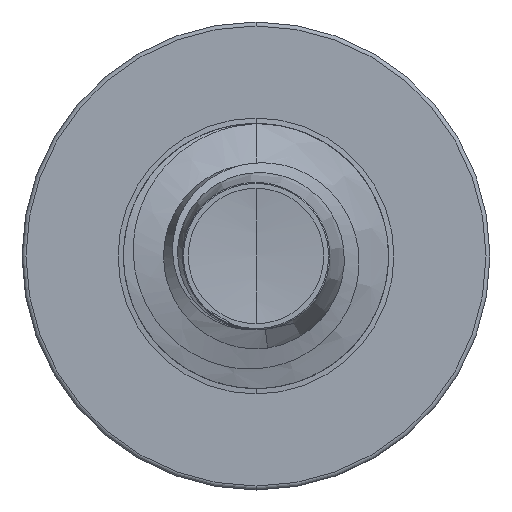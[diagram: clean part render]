
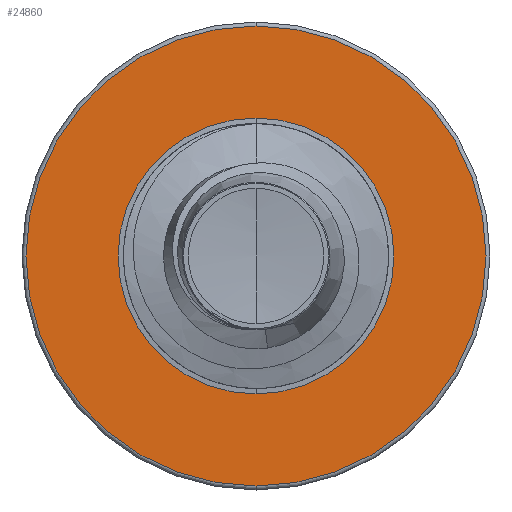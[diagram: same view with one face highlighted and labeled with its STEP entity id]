
A CAD part, front view. The second image highlights one B-rep face of the part: STEP entity #24860.
In plain terms, the highlighted planar face has unit normal (0, -1, 0).
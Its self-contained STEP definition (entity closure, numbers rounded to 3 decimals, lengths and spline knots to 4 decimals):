
#160 = CARTESIAN_POINT ( 'NONE',  ( 0., 20., -1.5624 ) ) ;
#1070 = AXIS2_PLACEMENT_3D ( 'NONE', #15718, #15651, #15618 ) ;
#2877 = CARTESIAN_POINT ( 'NONE',  ( 0., 20., 0. ) ) ;
#5171 = DIRECTION ( 'NONE',  ( 0., 0., 1. ) ) ;
#5219 = DIRECTION ( 'NONE',  ( 0., 1., 0. ) ) ;
#5258 = CARTESIAN_POINT ( 'NONE',  ( 0., 20., 0. ) ) ;
#5919 = DIRECTION ( 'NONE',  ( 0., 0., 1. ) ) ;
#6179 = PLANE ( 'NONE',  #27386 ) ;
#6306 = DIRECTION ( 'NONE',  ( 0., 1., 0. ) ) ;
#6319 = CARTESIAN_POINT ( 'NONE',  ( 0., 20., -2.605 ) ) ;
#7300 = CIRCLE ( 'NONE', #17972, 1.5624 ) ;
#9761 = EDGE_LOOP ( 'NONE', ( #12794, #24136 ) ) ;
#9982 = ORIENTED_EDGE ( 'NONE', *, *, #13798, .T. ) ;
#11364 = VERTEX_POINT ( 'NONE', #19485 ) ;
#12717 = FACE_OUTER_BOUND ( 'NONE', #9761, .T. ) ;
#12794 = ORIENTED_EDGE ( 'NONE', *, *, #16206, .F. ) ;
#13798 = EDGE_CURVE ( 'NONE', #11364, #15795, #20933, .T. ) ;
#15416 = CARTESIAN_POINT ( 'NONE',  ( 0., 20., 1.5624 ) ) ;
#15618 = DIRECTION ( 'NONE',  ( 0., 0., 1. ) ) ;
#15651 = DIRECTION ( 'NONE',  ( 0., 1., 0. ) ) ;
#15718 = CARTESIAN_POINT ( 'NONE',  ( 0., 20., 0. ) ) ;
#15795 = VERTEX_POINT ( 'NONE', #15416 ) ;
#16180 = EDGE_LOOP ( 'NONE', ( #20379, #9982 ) ) ;
#16206 = EDGE_CURVE ( 'NONE', #18941, #19787, #20645, .T. ) ;
#17972 = AXIS2_PLACEMENT_3D ( 'NONE', #2877, #20100, #5919 ) ;
#18562 = FACE_BOUND ( 'NONE', #16180, .T. ) ;
#18941 = VERTEX_POINT ( 'NONE', #23955 ) ;
#19485 = CARTESIAN_POINT ( 'NONE',  ( 0., 20., -1.5624 ) ) ;
#19787 = VERTEX_POINT ( 'NONE', #6319 ) ;
#20100 = DIRECTION ( 'NONE',  ( 0., 1., 0. ) ) ;
#20379 = ORIENTED_EDGE ( 'NONE', *, *, #24569, .T. ) ;
#20645 = CIRCLE ( 'NONE', #25955, 2.605 ) ;
#20933 = CIRCLE ( 'NONE', #24794, 1.5624 ) ;
#22049 = DIRECTION ( 'NONE',  ( 0., 0., 1. ) ) ;
#22849 = DIRECTION ( 'NONE',  ( 0., 0., 1. ) ) ;
#22865 = DIRECTION ( 'NONE',  ( 0., 1., 0. ) ) ;
#22887 = CARTESIAN_POINT ( 'NONE',  ( 0., 20., 0. ) ) ;
#23375 = EDGE_CURVE ( 'NONE', #19787, #18941, #26644, .T. ) ;
#23955 = CARTESIAN_POINT ( 'NONE',  ( 0., 20., 2.605 ) ) ;
#24136 = ORIENTED_EDGE ( 'NONE', *, *, #23375, .F. ) ;
#24569 = EDGE_CURVE ( 'NONE', #15795, #11364, #7300, .T. ) ;
#24794 = AXIS2_PLACEMENT_3D ( 'NONE', #22887, #22865, #22849 ) ;
#24860 = ADVANCED_FACE ( 'NONE', ( #12717, #18562 ), #6179, .F. ) ;
#25955 = AXIS2_PLACEMENT_3D ( 'NONE', #5258, #5219, #5171 ) ;
#26644 = CIRCLE ( 'NONE', #1070, 2.605 ) ;
#27386 = AXIS2_PLACEMENT_3D ( 'NONE', #160, #6306, #22049 ) ;
